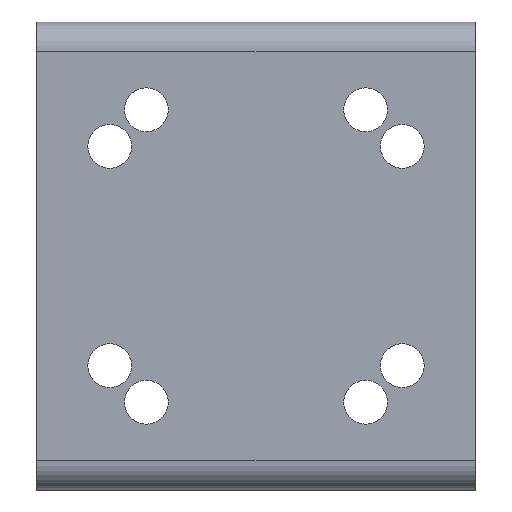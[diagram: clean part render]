
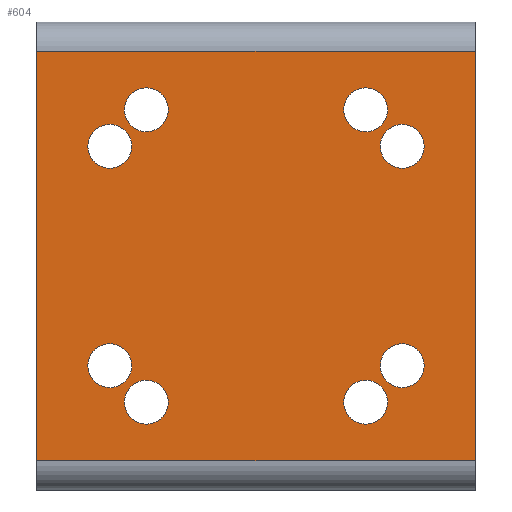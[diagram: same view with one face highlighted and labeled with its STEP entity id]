
A CAD part, left-side view. The second image highlights one B-rep face of the part: STEP entity #604.
In plain terms, the highlighted planar face has unit normal (-1, 0, 0).
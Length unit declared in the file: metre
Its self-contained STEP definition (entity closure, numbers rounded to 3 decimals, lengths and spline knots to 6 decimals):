
#31=FACE_BOUND('',#111,.T.);
#32=FACE_BOUND('',#112,.T.);
#33=FACE_BOUND('',#113,.T.);
#34=FACE_BOUND('',#114,.T.);
#35=FACE_BOUND('',#115,.T.);
#36=FACE_BOUND('',#116,.T.);
#37=FACE_BOUND('',#117,.T.);
#38=FACE_BOUND('',#118,.T.);
#46=PLANE('',#676);
#64=FACE_OUTER_BOUND('',#110,.T.);
#110=EDGE_LOOP('',(#485,#486,#487,#488));
#111=EDGE_LOOP('',(#489));
#112=EDGE_LOOP('',(#490));
#113=EDGE_LOOP('',(#491));
#114=EDGE_LOOP('',(#492));
#115=EDGE_LOOP('',(#493));
#116=EDGE_LOOP('',(#494));
#117=EDGE_LOOP('',(#495));
#118=EDGE_LOOP('',(#496));
#165=LINE('',#1016,#209);
#166=LINE('',#1018,#210);
#167=LINE('',#1020,#211);
#168=LINE('',#1021,#212);
#209=VECTOR('',#825,0.028);
#210=VECTOR('',#826,0.03);
#211=VECTOR('',#827,0.028);
#212=VECTOR('',#828,0.03);
#230=CIRCLE('',#647,0.0015);
#232=CIRCLE('',#650,0.0015);
#234=CIRCLE('',#653,0.0015);
#236=CIRCLE('',#656,0.0015);
#249=CIRCLE('',#677,0.0015);
#250=CIRCLE('',#678,0.0015);
#251=CIRCLE('',#679,0.0015);
#252=CIRCLE('',#680,0.0015);
#270=VERTEX_POINT('',#917);
#272=VERTEX_POINT('',#923);
#274=VERTEX_POINT('',#929);
#276=VERTEX_POINT('',#935);
#309=VERTEX_POINT('',#1014);
#310=VERTEX_POINT('',#1015);
#311=VERTEX_POINT('',#1017);
#312=VERTEX_POINT('',#1019);
#313=VERTEX_POINT('',#1022);
#314=VERTEX_POINT('',#1024);
#315=VERTEX_POINT('',#1026);
#316=VERTEX_POINT('',#1028);
#331=EDGE_CURVE('',#270,#270,#230,.T.);
#334=EDGE_CURVE('',#272,#272,#232,.T.);
#337=EDGE_CURVE('',#274,#274,#234,.T.);
#340=EDGE_CURVE('',#276,#276,#236,.T.);
#377=EDGE_CURVE('',#309,#310,#165,.T.);
#378=EDGE_CURVE('',#309,#311,#166,.T.);
#379=EDGE_CURVE('',#311,#312,#167,.T.);
#380=EDGE_CURVE('',#312,#310,#168,.F.);
#381=EDGE_CURVE('',#313,#313,#249,.T.);
#382=EDGE_CURVE('',#314,#314,#250,.T.);
#383=EDGE_CURVE('',#315,#315,#251,.T.);
#384=EDGE_CURVE('',#316,#316,#252,.T.);
#485=ORIENTED_EDGE('',*,*,#377,.F.);
#486=ORIENTED_EDGE('',*,*,#378,.T.);
#487=ORIENTED_EDGE('',*,*,#379,.T.);
#488=ORIENTED_EDGE('',*,*,#380,.T.);
#489=ORIENTED_EDGE('',*,*,#331,.T.);
#490=ORIENTED_EDGE('',*,*,#334,.T.);
#491=ORIENTED_EDGE('',*,*,#337,.T.);
#492=ORIENTED_EDGE('',*,*,#340,.T.);
#493=ORIENTED_EDGE('',*,*,#381,.F.);
#494=ORIENTED_EDGE('',*,*,#382,.F.);
#495=ORIENTED_EDGE('',*,*,#383,.F.);
#496=ORIENTED_EDGE('',*,*,#384,.F.);
#604=ADVANCED_FACE('',(#64,#31,#32,#33,#34,#35,#36,#37,#38),#46,.F.);
#647=AXIS2_PLACEMENT_3D('',#919,#738,#739);
#650=AXIS2_PLACEMENT_3D('',#925,#745,#746);
#653=AXIS2_PLACEMENT_3D('',#931,#752,#753);
#656=AXIS2_PLACEMENT_3D('',#937,#759,#760);
#676=AXIS2_PLACEMENT_3D('',#1013,#823,#824);
#677=AXIS2_PLACEMENT_3D('',#1023,#829,#830);
#678=AXIS2_PLACEMENT_3D('',#1025,#831,#832);
#679=AXIS2_PLACEMENT_3D('',#1027,#833,#834);
#680=AXIS2_PLACEMENT_3D('',#1029,#835,#836);
#738=DIRECTION('center_axis',(1.,0.,0.));
#739=DIRECTION('ref_axis',(0.,0.,1.));
#745=DIRECTION('center_axis',(1.,0.,0.));
#746=DIRECTION('ref_axis',(0.,0.,1.));
#752=DIRECTION('center_axis',(1.,0.,0.));
#753=DIRECTION('ref_axis',(0.,0.,1.));
#759=DIRECTION('center_axis',(1.,0.,0.));
#760=DIRECTION('ref_axis',(0.,0.,1.));
#823=DIRECTION('center_axis',(1.,0.,0.));
#824=DIRECTION('ref_axis',(0.,0.,
1.));
#825=DIRECTION('',(0.,0.,-1.));
#826=DIRECTION('',(0.,1.,0.));
#827=DIRECTION('',(0.,0.,-1.));
#828=DIRECTION('',(0.,1.,0.));
#829=DIRECTION('center_axis',(-1.,0.,0.));
#830=DIRECTION('ref_axis',(0.,0.,-1.));
#831=DIRECTION('center_axis',(-1.,0.,0.));
#832=DIRECTION('ref_axis',(0.,0.,-1.));
#833=DIRECTION('center_axis',(-1.,0.,0.));
#834=DIRECTION('ref_axis',(0.,0.,-1.));
#835=DIRECTION('center_axis',(-1.,0.,0.));
#836=DIRECTION('ref_axis',(0.,0.,-1.));
#917=CARTESIAN_POINT('',(0.106,-0.0064,0.0085));
#919=CARTESIAN_POINT('Origin',(0.106,-0.0064,0.01));
#923=CARTESIAN_POINT('',(0.106,0.0086,0.0085));
#925=CARTESIAN_POINT('Origin',(0.106,0.0086,0.01));
#929=CARTESIAN_POINT('',(0.106,-0.0064,-0.0115));
#931=CARTESIAN_POINT('Origin',(0.106,-0.0064,-0.01));
#935=CARTESIAN_POINT('',(0.106,0.0086,-0.0115));
#937=CARTESIAN_POINT('Origin',(0.106,0.0086,-0.01));
#1013=CARTESIAN_POINT('Origin',(0.106,-0.0139,0.016));
#1014=CARTESIAN_POINT('',(0.106,-0.0139,0.014));
#1015=CARTESIAN_POINT('',(0.106,-0.0139,-0.014));
#1016=CARTESIAN_POINT('',(0.106,-0.0139,0.014));
#1017=CARTESIAN_POINT('',(0.106,0.0161,0.014));
#1018=CARTESIAN_POINT('',(0.106,-0.0139,0.014));
#1019=CARTESIAN_POINT('',(0.106,0.0161,-0.014));
#1020=CARTESIAN_POINT('',(0.106,0.0161,0.014));
#1021=CARTESIAN_POINT('',(0.106,-0.0139,-0.014));
#1022=CARTESIAN_POINT('',(0.106,0.0111,0.009));
#1023=CARTESIAN_POINT('Origin',(0.106,0.0111,0.0075));
#1024=CARTESIAN_POINT('',(0.106,0.0111,-0.006));
#1025=CARTESIAN_POINT('Origin',(0.106,0.0111,-0.0075));
#1026=CARTESIAN_POINT('',(0.106,-0.0089,-0.006));
#1027=CARTESIAN_POINT('Origin',(0.106,-0.0089,-0.0075));
#1028=CARTESIAN_POINT('',(0.106,-0.0089,0.009));
#1029=CARTESIAN_POINT('Origin',(0.106,-0.0089,0.0075));
